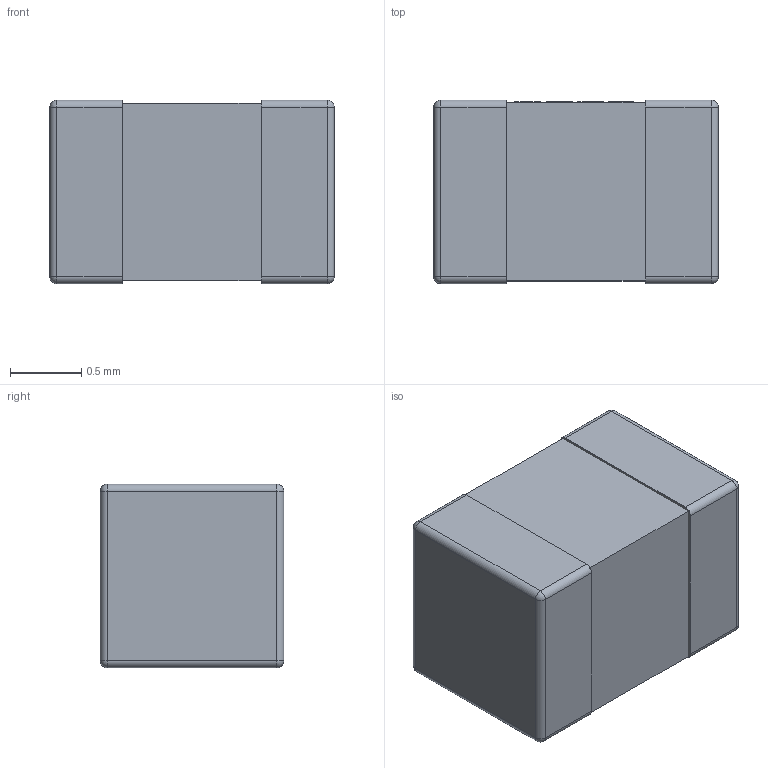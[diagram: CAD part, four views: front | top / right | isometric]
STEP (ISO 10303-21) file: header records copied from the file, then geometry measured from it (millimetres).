
FILE_DESCRIPTION (( 'STEP AP214' ), '1' );
FILE_NAME ('AB9D3EF6-4516-45DF-8A1D-506120AAFC4D.STEP', '2026-01-04T15:41:38', ( '' ), ( '' ), 'SwSTEP 2.0', 'SolidWorks 2022', '' );
FILE_SCHEMA (( 'AUTOMOTIVE_DESIGN' ));
Length unit declared in the file: millimetre
Products named in the file (1): AB9D3EF6-4516-45DF-8A1D-506120AAFC4D
Bounding box: 2 x 1.29 x 1.29 mm (x, y, z)
Volume: 3.2 mm3; surface area: 16.8 mm2
Topology: 6 solids, 6 shells, 130 faces, 335 edges, 210 vertices
Faces by surface type: bspline 75, plane 31, cylinder 16, sphere 8
Entity records: 7694 total; most frequent: CARTESIAN_POINT 3727, ORIENTED_EDGE 654, EDGE_CURVE 327, DIRECTION 321, VERTEX_POINT 210, B_SPLINE_CURVE_WITH_KNOTS 150, LINE 145, VECTOR 145
